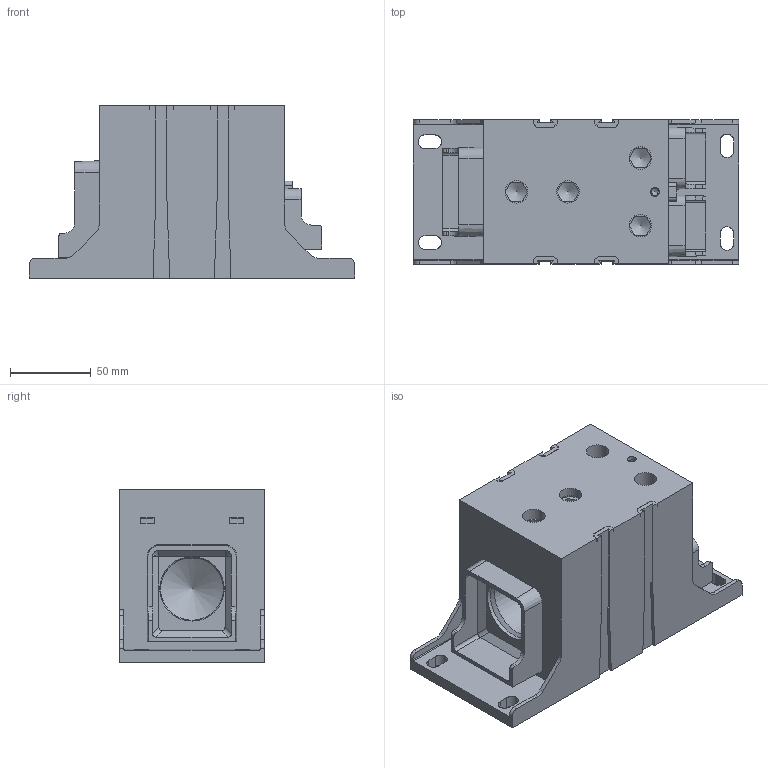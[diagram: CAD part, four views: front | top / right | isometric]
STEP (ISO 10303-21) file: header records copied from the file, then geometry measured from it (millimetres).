
FILE_DESCRIPTION(/* description */ (''),/* implementation_level */ '2;1');
FILE_NAME(/* name */ '27206.0_SVBA_1100A.stp',/* time_stamp */ '2016-02-15T09:11:12+01:00',/* author */ ('M.Schmid'),/* organization */ ('CONTA-CLIP Verbindungstechnik GmbH'),/* preprocessor_version */ 'ST-DEVELOPER v16.1',/* originating_system */ 'Autodesk Inventor 2016',/* authorisation */ '');
FILE_SCHEMA (('AUTOMOTIVE_DESIGN { 1 0 10303 214 3 1 1 }'));
Length unit declared in the file: millimetre
Products named in the file (1): 27206.0_SVBA_1100A
Bounding box: 202 x 89.6 x 107 mm (x, y, z)
Volume: 960576 mm3; surface area: 147586.7 mm2
Topology: 1 solids, 10 shells, 844 faces, 2212 edges, 1437 vertices
Faces by surface type: plane 560, cylinder 133, bspline 103, cone 46, torus 2
Full cylindrical faces by diameter (mm): 5 x1, 5.3 x2, 5.5 x2, 7.3 x1, 8.5 x1, 9 x1, 11.3 x2, 14 x4, 17 x1, 21.835 x2, 26 x2, 27 x2, 27.835 x2, 30 x3, 39 x1, 40 x1, 45 x1
Entity records: 26716 total; most frequent: CARTESIAN_POINT 6085, ORIENTED_EDGE 4244, DIRECTION 3674, EDGE_CURVE 2122, LINE 1536, VECTOR 1536, VERTEX_POINT 1402, AXIS2_PLACEMENT_3D 1069
